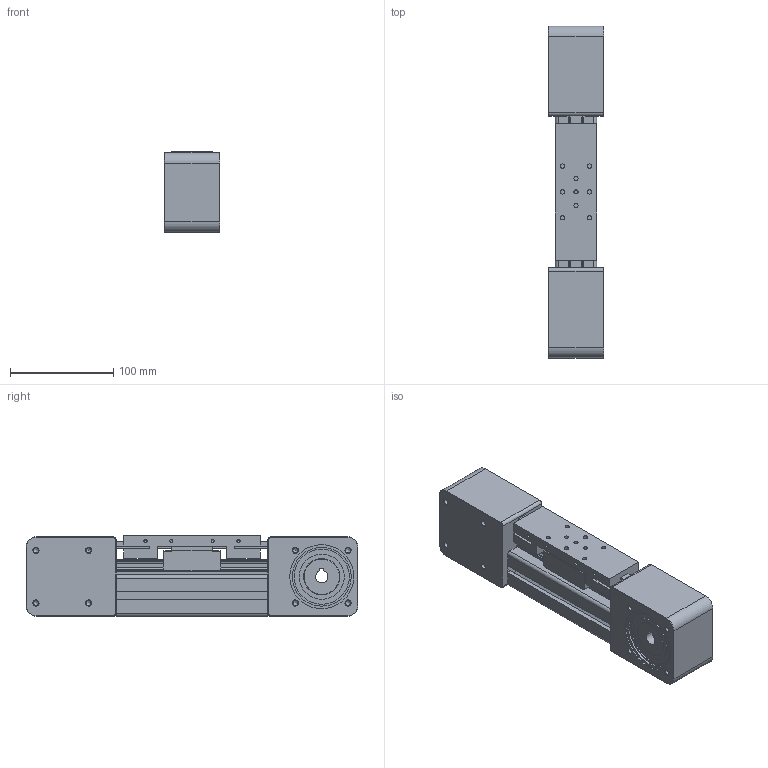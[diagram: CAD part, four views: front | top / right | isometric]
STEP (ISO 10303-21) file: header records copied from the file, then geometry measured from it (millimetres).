
FILE_DESCRIPTION((''),'2;1');
FILE_NAME('MTJ ECO 40 S TIP 0 ASM.stp','2011-05-23T10:52:14',('Matej'),(''),'Autodesk Inventor 2011','Autodesk Inventor 2011','');
FILE_SCHEMA(('AUTOMOTIVE_DESIGN { 1 0 10303 214 1 1 1 1 }'));
Length unit declared in the file: millimetre
Products named in the file (7): MTJ ECO 40 S TIP 0 ASM; MTJ ECO 40 S TIP 0; PROFIL MTJ ECO 40 S; JERMEN MTJ ECO 40 S; NAPENJALNI DEL MTJ ECO 40; POGONSKI DEL MTJ ECO 40 TIP 0; VOZIČEK MTJ ECO 40 S
Assembly tree (6 placements, depth 3):
  MTJ ECO 40 S TIP 0 ASM
    MTJ ECO 40 S TIP 0
      PROFIL MTJ ECO 40 S
      JERMEN MTJ ECO 40 S
      NAPENJALNI DEL MTJ ECO 40
      POGONSKI DEL MTJ ECO 40 TIP 0
      VOZIČEK MTJ ECO 40 S
Bounding box: 54 x 321 x 78 mm (x, y, z)
Volume: 870347.8 mm3; surface area: 207811.6 mm2
Topology: 5 solids, 7 shells, 565 faces, 1459 edges, 940 vertices
Faces by surface type: plane 365, cylinder 138, cone 62
Full cylindrical faces by diameter (mm): 2 x3, 3.242 x8, 4 x3, 4.134 x6, 4.917 x16, 5 x12, 6.5 x5, 35 x2, 35.1 x2, 43.64 x2, 53.36 x2, 57 x2, 62 x2
Entity records: 16685 total; most frequent: CARTESIAN_POINT 2826, DIRECTION 2796, ORIENTED_EDGE 2652, EDGE_CURVE 1326, VECTOR 1004, LINE 1004, VERTEX_POINT 914, AXIS2_PLACEMENT_3D 896
